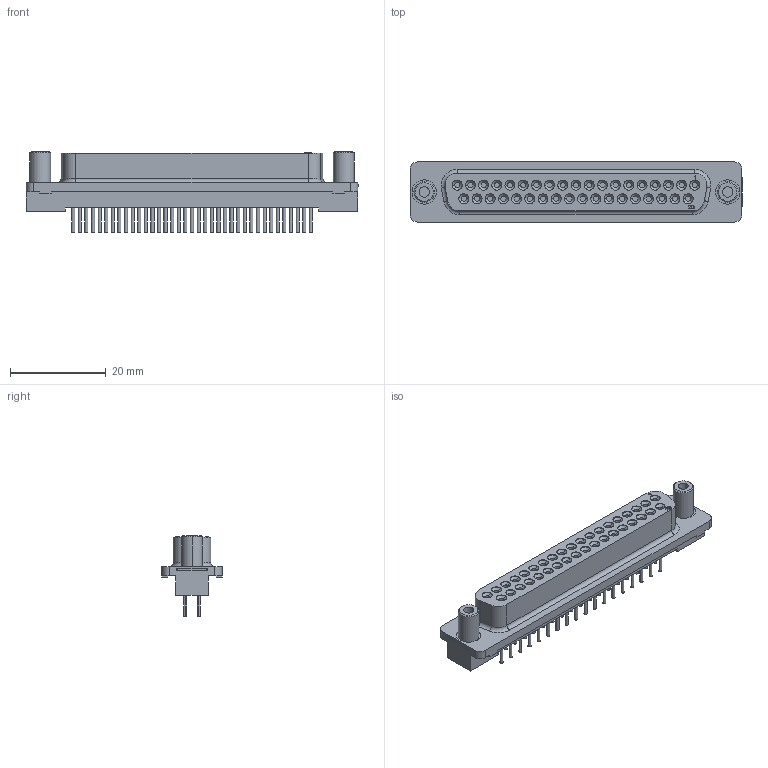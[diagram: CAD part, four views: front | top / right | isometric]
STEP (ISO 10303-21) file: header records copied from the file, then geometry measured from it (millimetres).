
FILE_DESCRIPTION((''),'2;1');
FILE_NAME('C-1-5747301-6','2008-06-05T',('workeradm'),('Tyco Electronics Corporation'),'PRO/ENGINEER BY PARAMETRIC TECHNOLOGY CORPORATION, 2005450','PRO/ENGINEER BY PARAMETRIC TECHNOLOGY CORPORATION, 2005450','');
FILE_SCHEMA(('CONFIG_CONTROL_DESIGN', 'GEOMETRIC_VALIDATION_PROPERTIES_MIM'));
Length unit declared in the file: millimetre
Products named in the file (1): C-1-5747301-6
Bounding box: 69.47 x 12.6 x 16.79 mm (x, y, z)
Volume: 5975.6 mm3; surface area: 4399.2 mm2
Topology: 3 solids, 3 shells, 552 faces, 1229 edges, 766 vertices
Faces by surface type: cylinder 250, plane 220, cone 78, torus 4
Entity records: 15382 total; most frequent: DIRECTION 2841, CARTESIAN_POINT 2548, ORIENTED_EDGE 2458, EDGE_CURVE 1229, AXIS2_PLACEMENT_3D 1060, VERTEX_POINT 766, VECTOR 721, LINE 721
